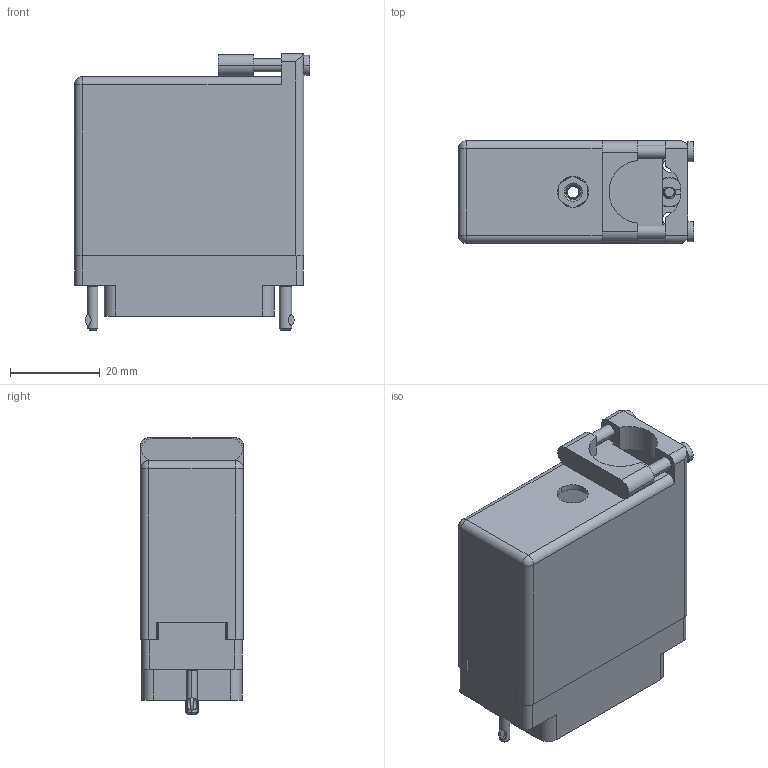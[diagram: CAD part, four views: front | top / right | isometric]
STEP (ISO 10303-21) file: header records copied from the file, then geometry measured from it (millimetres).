
FILE_DESCRIPTION (( 'STEP AP203' ), '1' );
FILE_NAME ('519-036-500-362.STEP', '2020-03-11T16:11:31', ( '' ), ( '' ), 'SwSTEP 2.0', 'SolidWorks 2016', '' );
FILE_SCHEMA (( 'CONFIG_CONTROL_DESIGN' ));
Length unit declared in the file: inch
Products named in the file (8): 516-230-001_Metal - 038 Top Entry; 519-036-500-362; 516-222-038-102_038; 516-292-001_500 Contact; 516-252-035-100_516-252-035-100; 519 Plug Insulator_036; 516-252-021-102_038; 516-222-038-102_039
Assembly tree (43 placements, depth 2):
  519-036-500-362
    519 Plug Insulator_036
    516-292-001_500 Contact  x36
    516-252-035-100_516-252-035-100
    516-252-021-102_038  x2
    516-222-038-102_038
    516-222-038-102_039
    516-230-001_Metal - 038 Top Entry
Bounding box: 52.27 x 22.83 x 61.42 mm (x, y, z)
Volume: 19904.2 mm3; surface area: 33153.7 mm2
Topology: 43 solids, 43 shells, 3891 faces, 11207 edges, 7422 vertices
Faces by surface type: plane 2251, cylinder 1330, bspline 258, cone 46, torus 4, sphere 2
Entity records: 47977 total; most frequent: CARTESIAN_POINT 14487, ORIENTED_EDGE 6830, DIRECTION 6433, EDGE_CURVE 3415, LINE 2281, VECTOR 2281, VERTEX_POINT 2252, AXIS2_PLACEMENT_3D 2076
